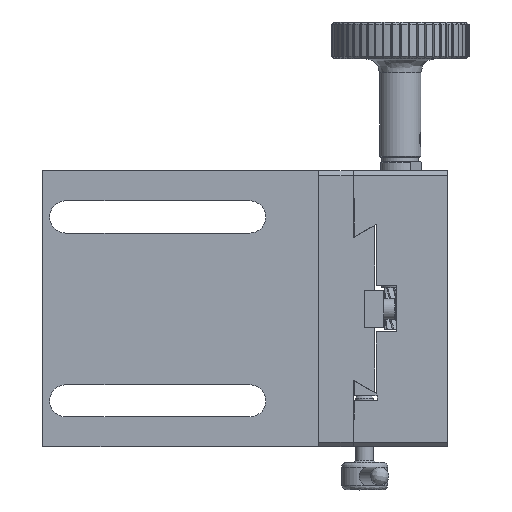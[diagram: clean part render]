
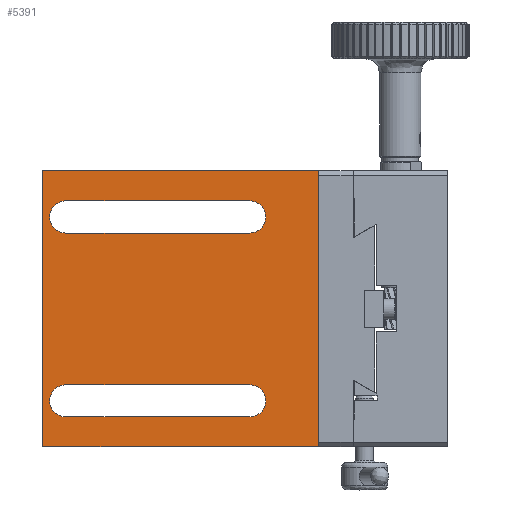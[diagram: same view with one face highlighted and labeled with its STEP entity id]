
A CAD part, front view. The second image highlights one B-rep face of the part: STEP entity #5391.
In plain terms, the highlighted planar face has unit normal (0, -1, 0).
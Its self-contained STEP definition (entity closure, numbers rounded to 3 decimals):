
#315 = EDGE_CURVE ( 'NONE', #42813, #92952, #104995, .T. ) ;
#997 = CARTESIAN_POINT ( 'NONE',  ( 65.89, 109.449, 161.805 ) ) ;
#1143 = EDGE_CURVE ( 'NONE', #41470, #24048, #13027, .T. ) ;
#1943 = LINE ( 'NONE', #78824, #65462 ) ;
#2021 = AXIS2_PLACEMENT_3D ( 'NONE', #11856, #69083, #27127 ) ;
#2794 = CARTESIAN_POINT ( 'NONE',  ( 10.89, 109.449, 148.305 ) ) ;
#3057 = VECTOR ( 'NONE', #94248, 1000. ) ;
#3286 = CARTESIAN_POINT ( 'NONE',  ( 10.89, 109.449, 108.305 ) ) ;
#3990 = EDGE_CURVE ( 'NONE', #80150, #48073, #20594, .T. ) ;
#4279 = EDGE_LOOP ( 'NONE', ( #47764, #40034, #22732, #50847 ) ) ;
#4473 = CARTESIAN_POINT ( 'NONE',  ( 5.89, 109.449, 131.805 ) ) ;
#4590 = VERTEX_POINT ( 'NONE', #31243 ) ;
#5391 = ADVANCED_FACE ( 'NONE', ( #66605, #41012, #107435 ), #91149, .F. ) ;
#5476 = DIRECTION ( 'NONE',  ( -1., 0., 0. ) ) ;
#8260 = DIRECTION ( 'NONE',  ( 0., 0., 1. ) ) ;
#11349 = CARTESIAN_POINT ( 'NONE',  ( 65.89, 109.449, 161.805 ) ) ;
#11856 = CARTESIAN_POINT ( 'NONE',  ( 10.89, 109.449, 151.805 ) ) ;
#13027 = LINE ( 'NONE', #77376, #3057 ) ;
#13139 = CARTESIAN_POINT ( 'NONE',  ( 35.89, 109.449, 115.305 ) ) ;
#13261 = CARTESIAN_POINT ( 'NONE',  ( 50.89, 109.449, 151.805 ) ) ;
#16069 = DIRECTION ( 'NONE',  ( 0., -1., 0. ) ) ;
#19028 = EDGE_CURVE ( 'NONE', #24048, #77122, #99140, .T. ) ;
#20594 = CIRCLE ( 'NONE', #64119, 3.5 ) ;
#22732 = ORIENTED_EDGE ( 'NONE', *, *, #26023, .T. ) ;
#24010 = CARTESIAN_POINT ( 'NONE',  ( 50.89, 109.449, 115.305 ) ) ;
#24048 = VERTEX_POINT ( 'NONE', #73399 ) ;
#24899 = EDGE_CURVE ( 'NONE', #48073, #74323, #80792, .T. ) ;
#25311 = EDGE_CURVE ( 'NONE', #74323, #70824, #45569, .T. ) ;
#26023 = EDGE_CURVE ( 'NONE', #4590, #105802, #81536, .T. ) ;
#26567 = AXIS2_PLACEMENT_3D ( 'NONE', #98881, #16069, #30281 ) ;
#27127 = DIRECTION ( 'NONE',  ( -1., 0., 0. ) ) ;
#27953 = DIRECTION ( 'NONE',  ( 0., 0., 1. ) ) ;
#30281 = DIRECTION ( 'NONE',  ( -1., 0., 0. ) ) ;
#31243 = CARTESIAN_POINT ( 'NONE',  ( 5.89, 109.449, 101.805 ) ) ;
#36169 = DIRECTION ( 'NONE',  ( -1., 0., 0. ) ) ;
#37753 = LINE ( 'NONE', #4473, #51886 ) ;
#38483 = VECTOR ( 'NONE', #58235, 1000. ) ;
#38636 = VECTOR ( 'NONE', #89177, 1000. ) ;
#39040 = DIRECTION ( 'NONE',  ( -1., 0., 0. ) ) ;
#40034 = ORIENTED_EDGE ( 'NONE', *, *, #103649, .F. ) ;
#41012 = FACE_BOUND ( 'NONE', #64258, .T. ) ;
#41325 = ORIENTED_EDGE ( 'NONE', *, *, #65924, .F. ) ;
#41470 = VERTEX_POINT ( 'NONE', #3286 ) ;
#41863 = CARTESIAN_POINT ( 'NONE',  ( 10.89, 109.449, 115.305 ) ) ;
#42813 = VERTEX_POINT ( 'NONE', #997 ) ;
#45569 = CIRCLE ( 'NONE', #2021, 3.5 ) ;
#47441 = CIRCLE ( 'NONE', #26567, 3.5 ) ;
#47764 = ORIENTED_EDGE ( 'NONE', *, *, #315, .T. ) ;
#48073 = VERTEX_POINT ( 'NONE', #60360 ) ;
#50847 = ORIENTED_EDGE ( 'NONE', *, *, #81949, .T. ) ;
#51886 = VECTOR ( 'NONE', #27953, 1000. ) ;
#52726 = ORIENTED_EDGE ( 'NONE', *, *, #83799, .F. ) ;
#53399 = ORIENTED_EDGE ( 'NONE', *, *, #1143, .F. ) ;
#54160 = DIRECTION ( 'NONE',  ( 0., -1., 0. ) ) ;
#54312 = CARTESIAN_POINT ( 'NONE',  ( 50.89, 109.449, 111.805 ) ) ;
#55382 = EDGE_CURVE ( 'NONE', #66134, #41470, #47441, .T. ) ;
#58235 = DIRECTION ( 'NONE',  ( -1., 0., 0. ) ) ;
#58425 = CARTESIAN_POINT ( 'NONE',  ( 35.89, 109.449, 131.805 ) ) ;
#60360 = CARTESIAN_POINT ( 'NONE',  ( 50.89, 109.449, 155.305 ) ) ;
#61518 = VECTOR ( 'NONE', #5476, 1000. ) ;
#64119 = AXIS2_PLACEMENT_3D ( 'NONE', #13261, #54160, #36169 ) ;
#64258 = EDGE_LOOP ( 'NONE', ( #86283, #52726, #82378, #77016 ) ) ;
#65462 = VECTOR ( 'NONE', #93528, 1000. ) ;
#65924 = EDGE_CURVE ( 'NONE', #77122, #66134, #87833, .T. ) ;
#66103 = AXIS2_PLACEMENT_3D ( 'NONE', #54312, #87580, #39040 ) ;
#66134 = VERTEX_POINT ( 'NONE', #41863 ) ;
#66605 = FACE_OUTER_BOUND ( 'NONE', #4279, .T. ) ;
#67763 = CARTESIAN_POINT ( 'NONE',  ( 5.89, 109.449, 161.805 ) ) ;
#69083 = DIRECTION ( 'NONE',  ( 0., -1., 0. ) ) ;
#69670 = LINE ( 'NONE', #11349, #79547 ) ;
#70824 = VERTEX_POINT ( 'NONE', #2794 ) ;
#72345 = CARTESIAN_POINT ( 'NONE',  ( 65.89, 109.449, 161.805 ) ) ;
#73399 = CARTESIAN_POINT ( 'NONE',  ( 50.89, 109.449, 108.305 ) ) ;
#74323 = VERTEX_POINT ( 'NONE', #75903 ) ;
#75903 = CARTESIAN_POINT ( 'NONE',  ( 10.89, 109.449, 155.305 ) ) ;
#77016 = ORIENTED_EDGE ( 'NONE', *, *, #24899, .F. ) ;
#77122 = VERTEX_POINT ( 'NONE', #24010 ) ;
#77376 = CARTESIAN_POINT ( 'NONE',  ( 35.89, 109.449, 108.305 ) ) ;
#77865 = AXIS2_PLACEMENT_3D ( 'NONE', #58425, #82975, #8260 ) ;
#78824 = CARTESIAN_POINT ( 'NONE',  ( 35.89, 109.449, 148.305 ) ) ;
#79547 = VECTOR ( 'NONE', #87134, 1000. ) ;
#80076 = EDGE_LOOP ( 'NONE', ( #106182, #53399, #105483, #41325 ) ) ;
#80150 = VERTEX_POINT ( 'NONE', #94327 ) ;
#80792 = LINE ( 'NONE', #83857, #38483 ) ;
#81536 = LINE ( 'NONE', #98372, #38636 ) ;
#81949 = EDGE_CURVE ( 'NONE', #105802, #42813, #69670, .T. ) ;
#82378 = ORIENTED_EDGE ( 'NONE', *, *, #25311, .F. ) ;
#82975 = DIRECTION ( 'NONE',  ( 0., 1., 0. ) ) ;
#83799 = EDGE_CURVE ( 'NONE', #70824, #80150, #1943, .T. ) ;
#83857 = CARTESIAN_POINT ( 'NONE',  ( 35.89, 109.449, 155.305 ) ) ;
#86283 = ORIENTED_EDGE ( 'NONE', *, *, #3990, .F. ) ;
#87134 = DIRECTION ( 'NONE',  ( 0., 0., 1. ) ) ;
#87580 = DIRECTION ( 'NONE',  ( 0., -1., 0. ) ) ;
#87833 = LINE ( 'NONE', #13139, #61518 ) ;
#89177 = DIRECTION ( 'NONE',  ( 1., 0., 0. ) ) ;
#90466 = CARTESIAN_POINT ( 'NONE',  ( 65.89, 109.449, 101.805 ) ) ;
#91149 = PLANE ( 'NONE',  #77865 ) ;
#92952 = VERTEX_POINT ( 'NONE', #67763 ) ;
#93528 = DIRECTION ( 'NONE',  ( 1., 0., 0. ) ) ;
#94248 = DIRECTION ( 'NONE',  ( 1., 0., 0. ) ) ;
#94327 = CARTESIAN_POINT ( 'NONE',  ( 50.89, 109.449, 148.305 ) ) ;
#97939 = DIRECTION ( 'NONE',  ( -1., 0., 0. ) ) ;
#98372 = CARTESIAN_POINT ( 'NONE',  ( 65.89, 109.449, 101.805 ) ) ;
#98881 = CARTESIAN_POINT ( 'NONE',  ( 10.89, 109.449, 111.805 ) ) ;
#99140 = CIRCLE ( 'NONE', #66103, 3.5 ) ;
#102169 = VECTOR ( 'NONE', #97939, 1000. ) ;
#103649 = EDGE_CURVE ( 'NONE', #4590, #92952, #37753, .T. ) ;
#104995 = LINE ( 'NONE', #72345, #102169 ) ;
#105483 = ORIENTED_EDGE ( 'NONE', *, *, #55382, .F. ) ;
#105802 = VERTEX_POINT ( 'NONE', #90466 ) ;
#106182 = ORIENTED_EDGE ( 'NONE', *, *, #19028, .F. ) ;
#107435 = FACE_BOUND ( 'NONE', #80076, .T. ) ;
